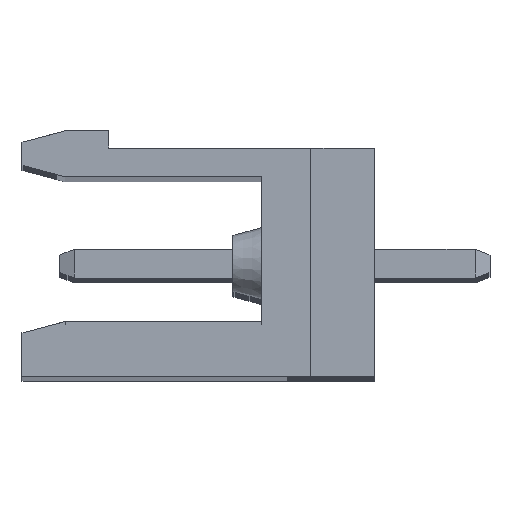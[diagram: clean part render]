
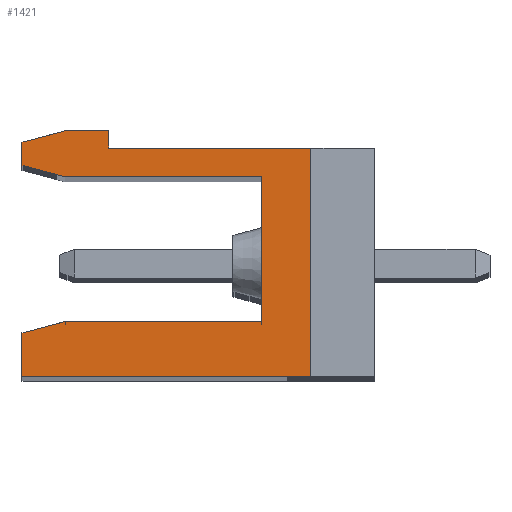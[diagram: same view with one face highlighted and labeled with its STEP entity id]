
A CAD part, top view. The second image highlights one B-rep face of the part: STEP entity #1421.
In plain terms, the highlighted planar face has unit normal (0, 0, 1).
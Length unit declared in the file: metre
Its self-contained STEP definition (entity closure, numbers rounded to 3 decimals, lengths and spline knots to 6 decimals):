
#1421=ADVANCED_FACE('',(#3717),#3718,.F.);
#3717=FACE_OUTER_BOUND('',#6885,.T.);
#3718=PLANE('',#6886);
#6885=EDGE_LOOP('',(#11624,#11625,#11626,#11627,#11628,#11629,#11630,#11631,#11632,#11633,#11634,#11635,#11636));
#6886=AXIS2_PLACEMENT_3D('',#11637,#11638,#11639);
#11624=ORIENTED_EDGE('',*,*,#19056,.F.);
#11625=ORIENTED_EDGE('',*,*,#18782,.F.);
#11626=ORIENTED_EDGE('',*,*,#19747,.F.);
#11627=ORIENTED_EDGE('',*,*,#19793,.F.);
#11628=ORIENTED_EDGE('',*,*,#18708,.T.);
#11629=ORIENTED_EDGE('',*,*,#19043,.T.);
#11630=ORIENTED_EDGE('',*,*,#19794,.T.);
#11631=ORIENTED_EDGE('',*,*,#19308,.T.);
#11632=ORIENTED_EDGE('',*,*,#19061,.T.);
#11633=ORIENTED_EDGE('',*,*,#19066,.T.);
#11634=ORIENTED_EDGE('',*,*,#19148,.T.);
#11635=ORIENTED_EDGE('',*,*,#19795,.T.);
#11636=ORIENTED_EDGE('',*,*,#19156,.F.);
#11637=CARTESIAN_POINT('',(-0.0037,0.0069,1.43824));
#11638=DIRECTION('',(0.0,0.0,-1.0));
#11639=DIRECTION('',(0.0,-1.0,0.0));
#18708=EDGE_CURVE('',#22338,#22335,#22339,.T.);
#18782=EDGE_CURVE('',#22470,#22471,#22472,.T.);
#19043=EDGE_CURVE('',#22335,#22964,#22966,.T.);
#19056=EDGE_CURVE('',#22471,#22987,#22988,.T.);
#19061=EDGE_CURVE('',#22996,#22993,#22997,.T.);
#19066=EDGE_CURVE('',#22993,#23002,#23005,.T.);
#19148=EDGE_CURVE('',#23002,#23163,#23165,.T.);
#19156=EDGE_CURVE('',#22987,#23177,#23178,.T.);
#19308=EDGE_CURVE('',#23475,#22996,#23476,.T.);
#19747=EDGE_CURVE('',#24116,#22470,#24118,.T.);
#19793=EDGE_CURVE('',#22338,#24116,#24181,.T.);
#19794=EDGE_CURVE('',#22964,#23475,#24182,.T.);
#19795=EDGE_CURVE('',#23163,#23177,#24183,.T.);
#22335=VERTEX_POINT('',#27628);
#22338=VERTEX_POINT('',#27632);
#22339=LINE('',#27633,#27634);
#22470=VERTEX_POINT('',#27804);
#22471=VERTEX_POINT('',#27805);
#22472=LINE('',#27806,#27807);
#22964=VERTEX_POINT('',#28513);
#22966=LINE('',#28516,#28517);
#22987=VERTEX_POINT('',#28549);
#22988=LINE('',#28550,#28551);
#22993=VERTEX_POINT('',#28558);
#22996=VERTEX_POINT('',#28562);
#22997=LINE('',#28563,#28564);
#23002=VERTEX_POINT('',#28571);
#23005=LINE('',#28575,#28576);
#23163=VERTEX_POINT('',#28812);
#23165=LINE('',#28815,#28816);
#23177=VERTEX_POINT('',#28834);
#23178=LINE('',#28835,#28836);
#23475=VERTEX_POINT('',#29283);
#23476=LINE('',#29284,#29285);
#24116=VERTEX_POINT('',#30239);
#24118=LINE('',#30242,#30243);
#24181=LINE('',#30335,#30336);
#24182=LINE('',#30337,#30338);
#24183=LINE('',#30339,#30340);
#27628=CARTESIAN_POINT('',(-0.012,0.,1.43824));
#27632=CARTESIAN_POINT('',(-0.012,0.001498,1.43824));
#27633=CARTESIAN_POINT('',(-0.012,0.0082,1.43824));
#27634=VECTOR('',#35175,1.0);
#27804=CARTESIAN_POINT('',(-0.0037,0.0019,1.43824));
#27805=CARTESIAN_POINT('',(-0.0037,0.0069,1.43824));
#27806=CARTESIAN_POINT('',(-0.0037,0.0069,1.43824));
#27807=VECTOR('',#35293,1.0);
#28513=CARTESIAN_POINT('',(-0.002,0.,1.43824));
#28516=CARTESIAN_POINT('',(-0.012,0.,1.43824));
#28517=VECTOR('',#35608,1.0);
#28549=CARTESIAN_POINT('',(-0.010507,0.0069,1.43824));
#28550=CARTESIAN_POINT('',(-0.010507,0.0069,1.43824));
#28551=VECTOR('',#35620,1.0);
#28558=CARTESIAN_POINT('',(-0.009,0.0085,1.43824));
#28562=CARTESIAN_POINT('',(-0.009,0.0079,1.43824));
#28563=CARTESIAN_POINT('',(-0.009,0.0081,1.43824));
#28564=VECTOR('',#35624,1.0);
#28571=CARTESIAN_POINT('',(-0.010507,0.0085,1.43824));
#28575=CARTESIAN_POINT('',(-0.009,0.0085,1.43824));
#28576=VECTOR('',#35628,1.0);
#28812=CARTESIAN_POINT('',(-0.012,0.0081,1.43824));
#28815=CARTESIAN_POINT('',(-0.010507,0.0085,1.43824));
#28816=VECTOR('',#35708,1.0);
#28834=CARTESIAN_POINT('',(-0.012,0.0073,1.43824));
#28835=CARTESIAN_POINT('',(-0.012,0.0073,1.43824));
#28836=VECTOR('',#35715,1.0);
#29283=CARTESIAN_POINT('',(-0.002,0.0079,1.43824));
#29284=CARTESIAN_POINT('',(-0.0022,0.0079,1.43824));
#29285=VECTOR('',#35866,1.0);
#30239=CARTESIAN_POINT('',(-0.0105,0.0019,1.43824));
#30242=CARTESIAN_POINT('',(-0.0037,0.0019,1.43824));
#30243=VECTOR('',#36191,1.0);
#30335=CARTESIAN_POINT('',(-0.0105,0.0019,1.43824));
#30336=VECTOR('',#36224,1.0);
#30337=CARTESIAN_POINT('',(-0.002,0.0079,1.43824));
#30338=VECTOR('',#36225,1.0);
#30339=CARTESIAN_POINT('',(-0.012,0.0082,1.43824));
#30340=VECTOR('',#36226,1.0);
#35175=DIRECTION('',(0.0,-1.0,0.0));
#35293=DIRECTION('',(0.,1.0,0.0));
#35608=DIRECTION('',(1.0,0.0,0.0));
#35620=DIRECTION('',(-1.0,0.0,0.0));
#35624=DIRECTION('',(0.,1.0,0.0));
#35628=DIRECTION('',(-1.0,0.0,0.0));
#35708=DIRECTION('',(-0.966,-0.259,0.0));
#35715=DIRECTION('',(-0.966,0.259,0.0));
#35866=DIRECTION('',(-1.0,0.0,0.0));
#36191=DIRECTION('',(1.0,0.0,0.0));
#36224=DIRECTION('',(0.966,0.259,0.0));
#36225=DIRECTION('',(0.0,1.0,0.0));
#36226=DIRECTION('',(0.0,-1.0,0.0));
